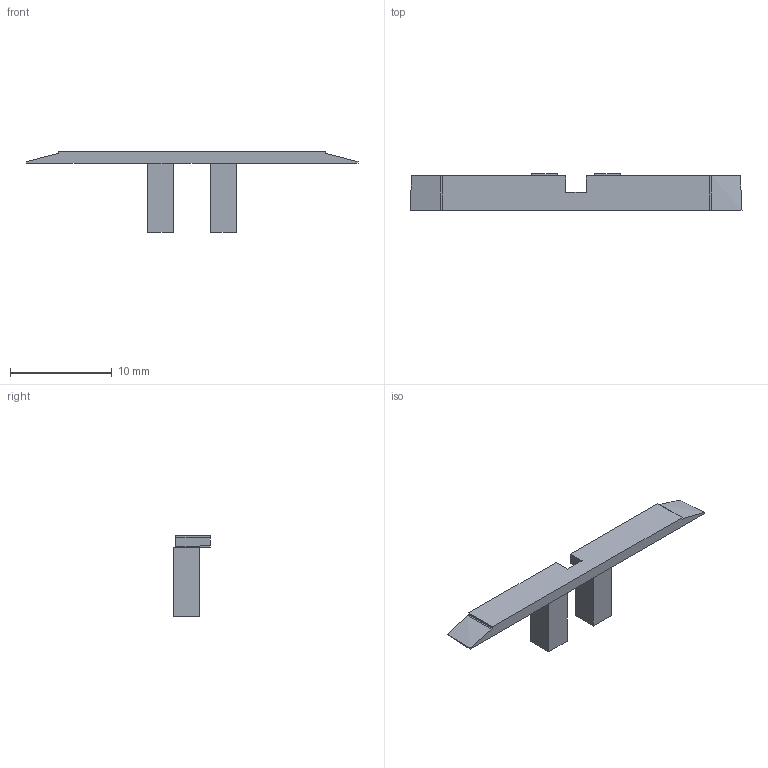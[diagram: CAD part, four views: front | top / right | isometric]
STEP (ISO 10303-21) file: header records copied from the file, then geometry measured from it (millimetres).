
FILE_DESCRIPTION (( 'STEP AP203' ), '1' );
FILE_NAME ('Drehgestellblende E1.STEP', '2024-02-23T10:45:53', ( '' ), ( '' ), 'SwSTEP 2.0', 'SolidWorks 2020', '' );
FILE_SCHEMA (( 'CONFIG_CONTROL_DESIGN' ));
Length unit declared in the file: millimetre
Products named in the file (1): Drehgestellblende E1
Bounding box: 32.64 x 3.55 x 7.9 mm (x, y, z)
Volume: 161.1 mm3; surface area: 485.1 mm2
Topology: 1 solids, 1 shells, 34 faces, 86 edges, 56 vertices
Faces by surface type: plane 28, cylinder 4, bspline 2
Entity records: 1083 total; most frequent: CARTESIAN_POINT 183, ORIENTED_EDGE 172, DIRECTION 160, EDGE_CURVE 86, LINE 78, VECTOR 78, VERTEX_POINT 56, AXIS2_PLACEMENT_3D 41
